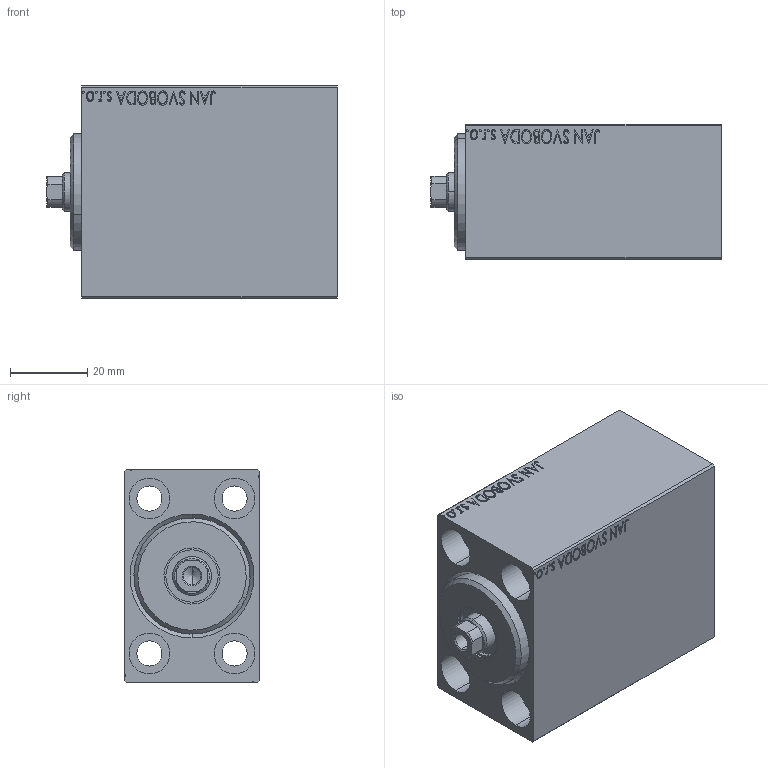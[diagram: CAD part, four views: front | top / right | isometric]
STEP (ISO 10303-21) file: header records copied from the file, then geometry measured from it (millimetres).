
FILE_DESCRIPTION (( 'STEP AP203' ), '1' );
FILE_NAME ('89bf.STEP', '2022-04-17T01:25:58', ( '' ), ( '' ), 'SwSTEP 2.0', 'SolidWorks 2019', '' );
FILE_SCHEMA (( 'CONFIG_CONTROL_DESIGN' ));
Length unit declared in the file: millimetre
Products named in the file (4): V450CM_C_Body aace00de52eaaae109eadc2f2a8890fa; V450CM_VC_B aace00de52eaaae109eadc2f2a8890fa; 89bf; V450CM_C_VCP aace00de52eaaae109eadc2f2a8890fa
Assembly tree (3 placements, depth 2):
  89bf
    V450CM_C_Body aace00de52eaaae109eadc2f2a8890fa
    V450CM_C_VCP aace00de52eaaae109eadc2f2a8890fa
    V450CM_VC_B aace00de52eaaae109eadc2f2a8890fa
Bounding box: 75 x 35 x 55 mm (x, y, z)
Volume: 112929.2 mm3; surface area: 30314.9 mm2
Topology: 3 solids, 3 shells, 861 faces, 2210 edges, 1465 vertices
Faces by surface type: plane 409, bspline 380, cylinder 58, cone 14
Entity records: 43920 total; most frequent: CARTESIAN_POINT 25040, ORIENTED_EDGE 4416, DIRECTION 2554, EDGE_CURVE 2208, VERTEX_POINT 1465, LINE 1300, VECTOR 1300, EDGE_LOOP 987
